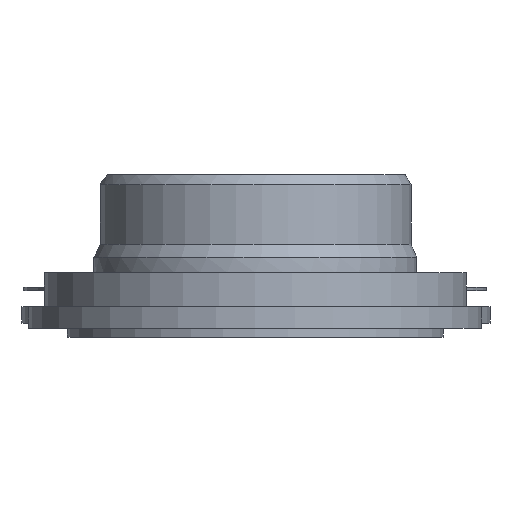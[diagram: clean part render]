
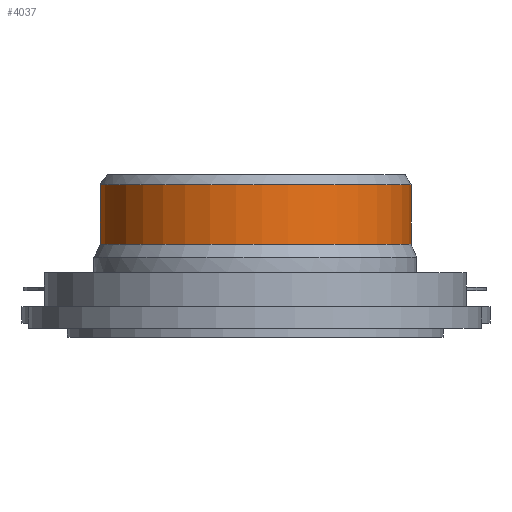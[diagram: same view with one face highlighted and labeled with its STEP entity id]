
A CAD part, front view. The second image highlights one B-rep face of the part: STEP entity #4037.
In plain terms, the highlighted cylindrical face has radius 12.002 mm (diameter 24.003 mm), a partial arc.
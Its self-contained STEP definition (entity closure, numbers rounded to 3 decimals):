
#167 = CYLINDRICAL_SURFACE ( 'NONE', #2923, 12.002 ) ;
#505 = DIRECTION ( 'NONE',  ( 0., 0., -1. ) ) ;
#704 = CARTESIAN_POINT ( 'NONE',  ( 12.001, -53.797, 16.51 ) ) ;
#978 = DIRECTION ( 'NONE',  ( 1., 0., 0. ) ) ;
#1031 = CARTESIAN_POINT ( 'NONE',  ( 12.001, -53.797, 11.92 ) ) ;
#1189 = CIRCLE ( 'NONE', #5165, 12.002 ) ;
#1373 = CARTESIAN_POINT ( 'NONE',  ( 0., -53.797, 16.51 ) ) ;
#1466 = VECTOR ( 'NONE', #505, 1000. ) ;
#1519 = DIRECTION ( 'NONE',  ( 0., 0., -1. ) ) ;
#1618 = VERTEX_POINT ( 'NONE', #704 ) ;
#1914 = DIRECTION ( 'NONE',  ( -1., 0., 0. ) ) ;
#2158 = LINE ( 'NONE', #5864, #1466 ) ;
#2625 = CARTESIAN_POINT ( 'NONE',  ( -11.955, -54.851, 11.92 ) ) ;
#2643 = ORIENTED_EDGE ( 'NONE', *, *, #2844, .T. ) ;
#2844 = EDGE_CURVE ( 'NONE', #1618, #5859, #4926, .T. ) ;
#2902 = DIRECTION ( 'NONE',  ( 0., 0., 1. ) ) ;
#2923 = AXIS2_PLACEMENT_3D ( 'NONE', #4728, #1519, #978 ) ;
#3195 = CARTESIAN_POINT ( 'NONE',  ( -11.955, -54.851, 16.51 ) ) ;
#3367 = CARTESIAN_POINT ( 'NONE',  ( -11.955, -54.851, 8.524 ) ) ;
#3791 = VECTOR ( 'NONE', #4860, 1000. ) ;
#3817 = AXIS2_PLACEMENT_3D ( 'NONE', #1373, #5124, #1914 ) ;
#4037 = ADVANCED_FACE ( 'NONE', ( #4451 ), #167, .T. ) ;
#4154 = EDGE_CURVE ( 'NONE', #4426, #5859, #6798, .T. ) ;
#4426 = VERTEX_POINT ( 'NONE', #2625 ) ;
#4451 = FACE_OUTER_BOUND ( 'NONE', #6682, .T. ) ;
#4684 = ORIENTED_EDGE ( 'NONE', *, *, #5083, .T. ) ;
#4728 = CARTESIAN_POINT ( 'NONE',  ( 0., -53.797, 14.732 ) ) ;
#4860 = DIRECTION ( 'NONE',  ( 0., 0., 1. ) ) ;
#4926 = CIRCLE ( 'NONE', #3817, 12.002 ) ;
#5083 = EDGE_CURVE ( 'NONE', #4426, #5411, #1189, .T. ) ;
#5124 = DIRECTION ( 'NONE',  ( 0., 0., -1. ) ) ;
#5165 = AXIS2_PLACEMENT_3D ( 'NONE', #6115, #2902, #6638 ) ;
#5372 = ORIENTED_EDGE ( 'NONE', *, *, #4154, .F. ) ;
#5411 = VERTEX_POINT ( 'NONE', #1031 ) ;
#5613 = ORIENTED_EDGE ( 'NONE', *, *, #6257, .F. ) ;
#5859 = VERTEX_POINT ( 'NONE', #3195 ) ;
#5864 = CARTESIAN_POINT ( 'NONE',  ( 12.001, -53.797, 14.732 ) ) ;
#6115 = CARTESIAN_POINT ( 'NONE',  ( 0., -53.797, 11.92 ) ) ;
#6257 = EDGE_CURVE ( 'NONE', #1618, #5411, #2158, .T. ) ;
#6638 = DIRECTION ( 'NONE',  ( 1., 0., 0. ) ) ;
#6682 = EDGE_LOOP ( 'NONE', ( #5613, #2643, #5372, #4684 ) ) ;
#6798 = LINE ( 'NONE', #3367, #3791 ) ;
